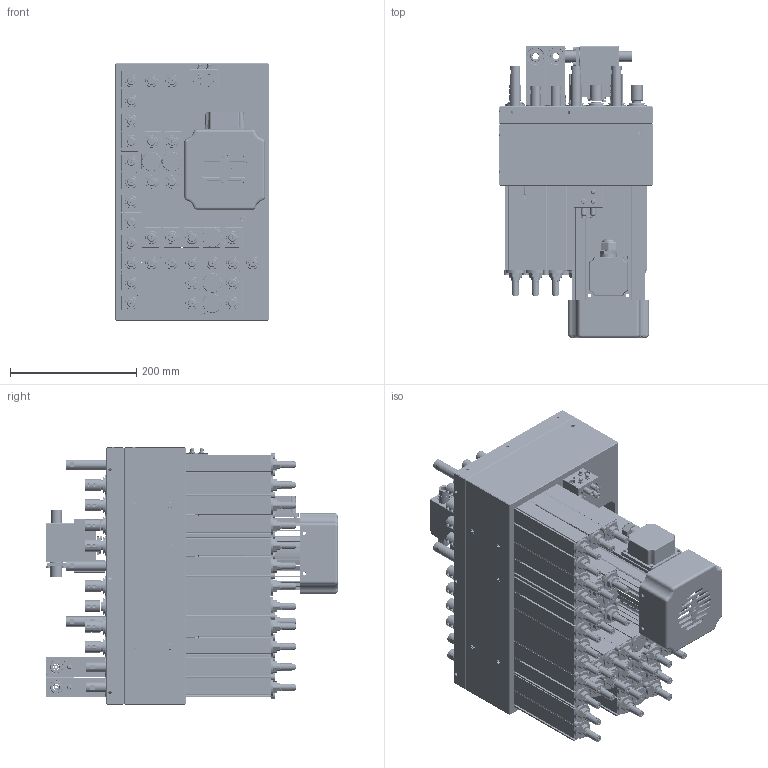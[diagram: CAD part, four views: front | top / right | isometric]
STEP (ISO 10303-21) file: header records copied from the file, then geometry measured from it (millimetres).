
FILE_DESCRIPTION (( 'STEP AP214' ), '1' );
FILE_NAME ('×°ÅäÌå1.STEP', '2024-07-02T05:41:39', ( 'Sysceo.com' ), ( '' ), 'SwSTEP 2.0', 'SolidWorks 2018', '' );
FILE_SCHEMA (( 'AUTOMOTIVE_DESIGN' ));
Length unit declared in the file: millimetre
Products named in the file (2): 蚾饜极1
Bounding box: 244 x 461.5 x 408 mm (x, y, z)
Surface area: 1784928.8 mm2 (no closed solid volume)
Topology: 0 solids, 508 shells, 4756 faces, 24378 edges, 19804 vertices
Faces by surface type: cylinder 2005, plane 1906, cone 608, torus 180, bspline 57
Entity records: 331629 total; most frequent: CARTESIAN_POINT 95371, DIRECTION 35739, ORIENTED_EDGE 33163, EDGE_CURVE 24372, VERTEX_POINT 19800, VECTOR 13921, LINE 13921, AXIS2_PLACEMENT_3D 10909
